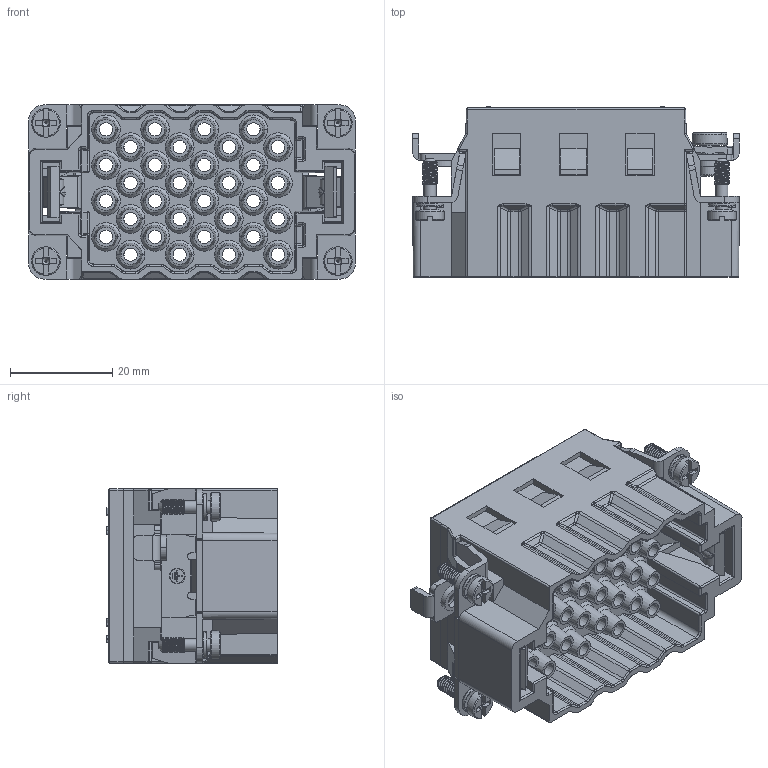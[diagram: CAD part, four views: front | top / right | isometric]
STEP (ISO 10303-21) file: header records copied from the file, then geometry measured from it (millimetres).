
FILE_DESCRIPTION(/* description */ (''),/* implementation_level */ '2;1');
FILE_NAME(/* name */ '3D_1360320100001_HEEE-032-MC_V1.1_stp_stp.stp',/* time_stamp */ '2024-02-04T19:39:24+08:00',/* author */ (''),/* organization */ (''),/* preprocessor_version */ 'ST-DEVELOPER v18.1',/* originating_system */ 'SIEMENS PLM Software NX 1980',/* authorisation */ '');
FILE_SCHEMA (('AUTOMOTIVE_DESIGN { 1 0 10303 214 3 1 1 1 }'));
Products named in the file (1): 1318193024BDbbou
Bounding box: 63.8 x 33.2 x 34 mm (x, y, z)
Volume: 26285.4 mm3; surface area: 34071.6 mm2
Topology: 1 solids, 34 shells, 2444 faces, 6847 edges, 4528 vertices
Faces by surface type: plane 1107, cylinder 675, cone 352, torus 146, bspline 114, sphere 34, extrusion 16
Full cylindrical faces by diameter (mm): 2.4 x8, 5.6 x4
Entity records: 99766 total; most frequent: CARTESIAN_POINT 38367, ORIENTED_EDGE 13530, DIRECTION 11195, EDGE_CURVE 6765, VERTEX_POINT 4512, AXIS2_PLACEMENT_3D 4196, VECTOR 2803, LINE 2787
